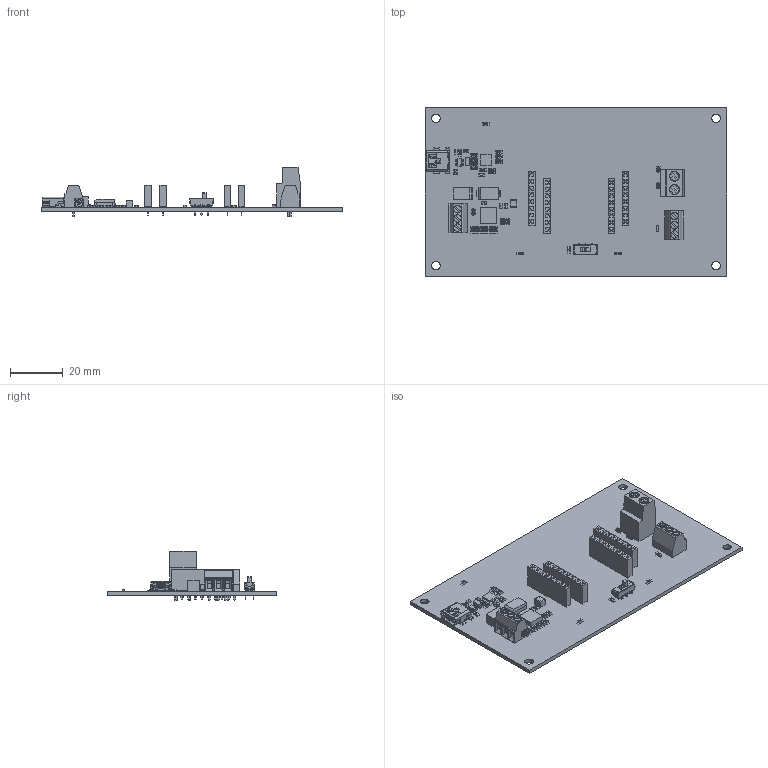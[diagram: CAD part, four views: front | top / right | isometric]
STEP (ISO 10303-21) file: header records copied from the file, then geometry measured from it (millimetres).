
FILE_DESCRIPTION (( 'STEP AP214' ), '1' );
FILE_NAME ('MTN00xxxx-E0W.STEP', '2017-03-13T09:43:31', ( '' ), ( '' ), 'SwSTEP 2.0', 'SolidWorks 2016', '' );
FILE_SCHEMA (( 'AUTOMOTIVE_DESIGN' ));
Length unit declared in the file: millimetre
Products named in the file (1): MTN00xxxx-E0W
Bounding box: 114.5 x 64 x 18.7 mm (x, y, z)
Surface area: 22263.9 mm2 (no closed solid volume)
Topology: 0 solids, 438 shells, 4986 faces, 13074 edges, 8588 vertices
Faces by surface type: plane 2910, cylinder 1115, bspline 949, cone 8, torus 4
Entity records: 257872 total; most frequent: CARTESIAN_POINT 85506, ORIENTED_EDGE 24144, DIRECTION 21524, EDGE_CURVE 12786, LINE 8932, VECTOR 8932, VERTEX_POINT 8588, AXIS2_PLACEMENT_3D 6296
